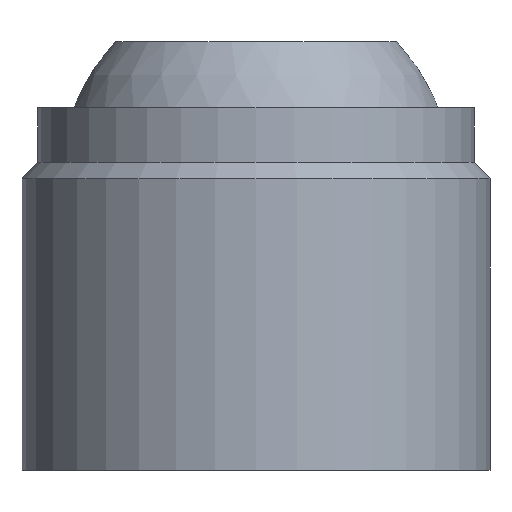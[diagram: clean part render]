
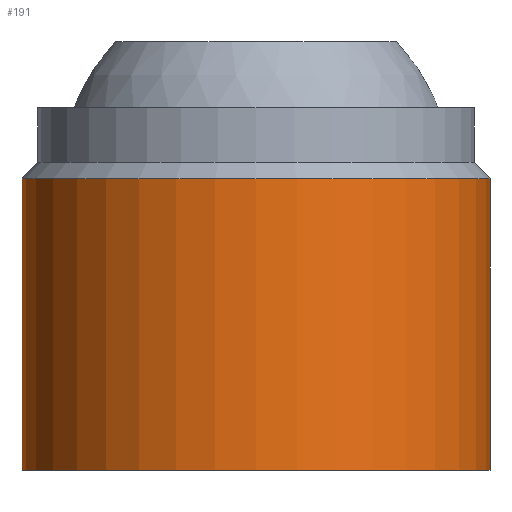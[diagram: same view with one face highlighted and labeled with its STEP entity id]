
A CAD part, front view. The second image highlights one B-rep face of the part: STEP entity #191.
In plain terms, the highlighted cylindrical face has radius 6 mm (diameter 12 mm), a partial arc.
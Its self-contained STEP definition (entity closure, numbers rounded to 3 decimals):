
#117=VERTEX_POINT('',#297);
#155=VERTEX_POINT('',#343);
#161=EDGE_CURVE('',#241,#171,#350,.T.);
#165=EDGE_CURVE('',#117,#155,#355,.T.);
#171=VERTEX_POINT('',#361);
#191=ADVANCED_FACE('',(#383),#384,.T.);
#201=EDGE_CURVE('',#241,#117,#396,.T.);
#241=VERTEX_POINT('',#438);
#249=EDGE_CURVE('',#155,#171,#447,.T.);
#297=CARTESIAN_POINT('',(-6.,0.,0.));
#343=CARTESIAN_POINT('',(6.,0.,0.));
#350=CIRCLE('',#555,6.0);
#355=CIRCLE('',#561,6.0);
#361=CARTESIAN_POINT('',(6.,0.,7.48));
#383=FACE_OUTER_BOUND('',#597,.T.);
#384=CYLINDRICAL_SURFACE('',#598,6.0);
#396=LINE('',#614,#615);
#438=CARTESIAN_POINT('',(-6.,0.,7.48));
#447=LINE('',#678,#679);
#555=AXIS2_PLACEMENT_3D('',#798,#799,#800);
#561=AXIS2_PLACEMENT_3D('',#809,#810,#811);
#597=EDGE_LOOP('',(#846,#847,#848,#849));
#598=AXIS2_PLACEMENT_3D('',#850,#851,#852);
#614=CARTESIAN_POINT('',(-6.,0.,3.74));
#615=VECTOR('',#873,1.0);
#678=CARTESIAN_POINT('',(6.,0.,3.74));
#679=VECTOR('',#921,1.0);
#798=CARTESIAN_POINT('',(0.,0.,7.48));
#799=DIRECTION('',(0.,0.,1.0));
#800=DIRECTION('',(1.0,0.,0.));
#809=CARTESIAN_POINT('',(0.,0.,0.));
#810=DIRECTION('',(0.,0.,1.0));
#811=DIRECTION('',(1.0,0.,0.));
#846=ORIENTED_EDGE('',*,*,#249,.T.);
#847=ORIENTED_EDGE('',*,*,#161,.F.);
#848=ORIENTED_EDGE('',*,*,#201,.T.);
#849=ORIENTED_EDGE('',*,*,#165,.T.);
#850=CARTESIAN_POINT('',(0.,0.,3.74));
#851=DIRECTION('',(0.,0.,-1.0));
#852=DIRECTION('',(1.0,0.,0.));
#873=DIRECTION('',(0.,0.,-1.0));
#921=DIRECTION('',(0.,0.,1.0));
